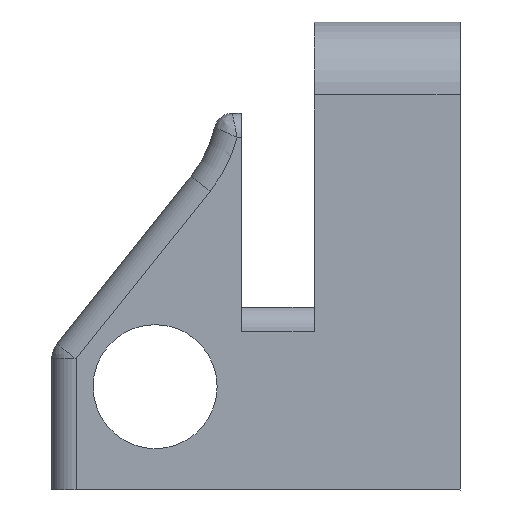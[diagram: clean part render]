
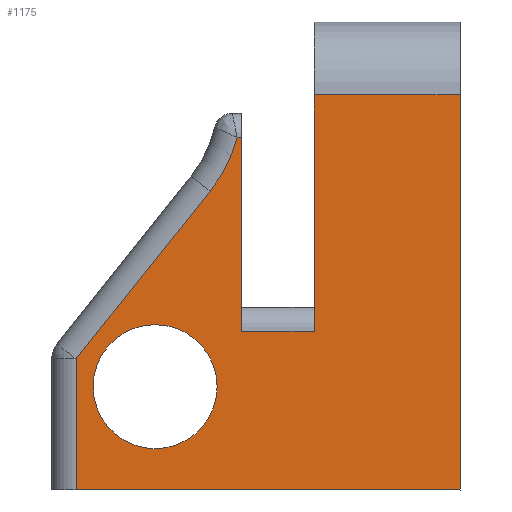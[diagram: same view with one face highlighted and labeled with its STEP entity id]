
A CAD part, left-side view. The second image highlights one B-rep face of the part: STEP entity #1175.
In plain terms, the highlighted planar face has unit normal (-1, 0, 0).
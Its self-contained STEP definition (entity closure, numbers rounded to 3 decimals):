
#30=FACE_BOUND('',#175,.T.);
#44=PLANE('',#1302);
#108=FACE_OUTER_BOUND('',#174,.T.);
#174=EDGE_LOOP('',(#909,#910,#911,#912,#913,#914,#915,#916,#917,#918,#919));
#175=EDGE_LOOP('',(#920));
#258=CIRCLE('',#1287,6.);
#263=CIRCLE('',#1303,2.55);
#296=LINE('',#1770,#397);
#297=LINE('',#1774,#398);
#300=LINE('',#1936,#401);
#306=LINE('',#1967,#407);
#308=LINE('',#1976,#409);
#330=LINE('',#2033,#431);
#331=LINE('',#2035,#432);
#332=LINE('',#2037,#433);
#333=LINE('',#2038,#434);
#334=LINE('',#2039,#435);
#397=VECTOR('',#1409,10.);
#398=VECTOR('',#1414,10.);
#401=VECTOR('',#1445,10.);
#407=VECTOR('',#1479,10.);
#409=VECTOR('',#1491,10.);
#431=VECTOR('',#1541,10.);
#432=VECTOR('',#1542,10.);
#433=VECTOR('',#1543,10.);
#434=VECTOR('',#1544,10.);
#435=VECTOR('',#1545,10.);
#504=VERTEX_POINT('',#1767);
#505=VERTEX_POINT('',#1769);
#506=VERTEX_POINT('',#1773);
#523=VERTEX_POINT('',#1913);
#525=VERTEX_POINT('',#1935);
#533=VERTEX_POINT('',#1955);
#536=VERTEX_POINT('',#1965);
#538=VERTEX_POINT('',#1972);
#559=VERTEX_POINT('',#2032);
#560=VERTEX_POINT('',#2034);
#561=VERTEX_POINT('',#2036);
#562=VERTEX_POINT('',#2040);
#627=EDGE_CURVE('',#504,#505,#296,.T.);
#629=EDGE_CURVE('',#505,#506,#297,.T.);
#649=EDGE_CURVE('',#523,#525,#300,.T.);
#664=EDGE_CURVE('',#536,#533,#306,.T.);
#668=EDGE_CURVE('',#538,#523,#258,.T.);
#669=EDGE_CURVE('',#533,#538,#308,.T.);
#699=EDGE_CURVE('',#536,#559,#330,.T.);
#700=EDGE_CURVE('',#559,#560,#331,.T.);
#701=EDGE_CURVE('',#560,#561,#332,.T.);
#702=EDGE_CURVE('',#506,#561,#333,.T.);
#703=EDGE_CURVE('',#525,#504,#334,.T.);
#704=EDGE_CURVE('',#562,#562,#263,.T.);
#909=ORIENTED_EDGE('',*,*,#649,.F.);
#910=ORIENTED_EDGE('',*,*,#668,.F.);
#911=ORIENTED_EDGE('',*,*,#669,.F.);
#912=ORIENTED_EDGE('',*,*,#664,.F.);
#913=ORIENTED_EDGE('',*,*,#699,.T.);
#914=ORIENTED_EDGE('',*,*,#700,.T.);
#915=ORIENTED_EDGE('',*,*,#701,.T.);
#916=ORIENTED_EDGE('',*,*,#702,.F.);
#917=ORIENTED_EDGE('',*,*,#629,.F.);
#918=ORIENTED_EDGE('',*,*,#627,.F.);
#919=ORIENTED_EDGE('',*,*,#703,.F.);
#920=ORIENTED_EDGE('',*,*,#704,.T.);
#1175=ADVANCED_FACE('',(#108,#30),#44,.F.);
#1287=AXIS2_PLACEMENT_3D('',#1974,#1487,#1488);
#1302=AXIS2_PLACEMENT_3D('',#2031,#1539,#1540);
#1303=AXIS2_PLACEMENT_3D('',#2041,#1546,#1547);
#1409=DIRECTION('',(0.,-1.,0.));
#1414=DIRECTION('',(0.,0.,1.));
#1445=DIRECTION('',(0.,-1.,0.));
#1479=DIRECTION('',(0.,0.,1.));
#1487=DIRECTION('center_axis',(-1.,0.,0.));
#1488=DIRECTION('ref_axis',(0.,-0.9,-0.435));
#1491=DIRECTION('',(0.,-0.624,0.781));
#1539=DIRECTION('center_axis',(1.,0.,0.));
#1540=DIRECTION('ref_axis',(0.,0.,-1.));
#1541=DIRECTION('',(0.,-1.,0.));
#1542=DIRECTION('',(0.,0.,1.));
#1543=DIRECTION('',(0.,0.,1.));
#1544=DIRECTION('',(0.,-1.,0.));
#1545=DIRECTION('',(0.,0.,-1.));
#1546=DIRECTION('center_axis',(1.,0.,0.));
#1547=DIRECTION('ref_axis',(0.,0.,1.));
#1767=CARTESIAN_POINT('',(-17.5,12.,-86.375));
#1769=CARTESIAN_POINT('',(-17.5,9.,-86.375));
#1770=CARTESIAN_POINT('',(-17.5,12.,-86.375));
#1773=CARTESIAN_POINT('',(-17.5,9.,-76.66));
#1774=CARTESIAN_POINT('',(-17.5,9.,-52.927));
#1913=CARTESIAN_POINT('',(-17.5,12.171,-78.413));
#1935=CARTESIAN_POINT('',(-17.5,12.,-78.413));
#1936=CARTESIAN_POINT('',(-17.5,11.698,-78.413));
#1955=CARTESIAN_POINT('',(-17.5,18.794,-87.515));
#1965=CARTESIAN_POINT('',(-17.5,18.794,-92.904));
#1967=CARTESIAN_POINT('',(-17.5,18.794,-85.223));
#1972=CARTESIAN_POINT('',(-17.5,13.284,-80.622));
#1974=CARTESIAN_POINT('Origin',(-17.5,17.971,-76.875));
#1976=CARTESIAN_POINT('',(-17.5,11.032,-77.804));
#2031=CARTESIAN_POINT('Origin',(-17.5,11.397,-83.282));
#2032=CARTESIAN_POINT('',(-17.5,2.999,-92.904));
#2033=CARTESIAN_POINT('',(-17.5,2.999,-92.904));
#2034=CARTESIAN_POINT('',(-17.5,2.999,-88.654));
#2035=CARTESIAN_POINT('',(-17.5,2.999,-88.654));
#2036=CARTESIAN_POINT('',(-17.5,3.002,-76.659));
#2037=CARTESIAN_POINT('',(-17.5,3.004,-66.159));
#2038=CARTESIAN_POINT('',(-17.5,7.2,-76.66));
#2039=CARTESIAN_POINT('',(-17.5,12.,-52.927));
#2040=CARTESIAN_POINT('',(-17.5,15.544,-91.204));
#2041=CARTESIAN_POINT('Origin',(-17.5,15.544,-88.654));
